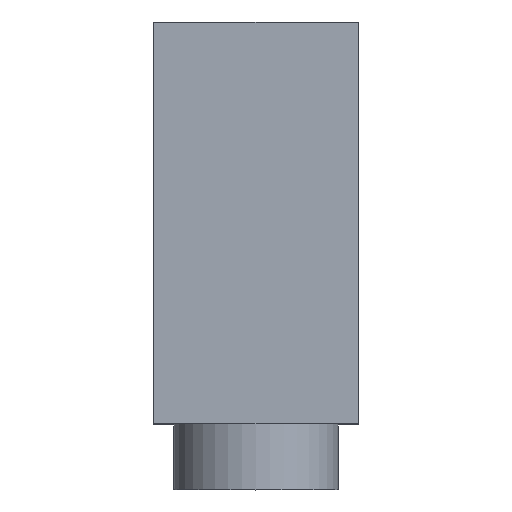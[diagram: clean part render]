
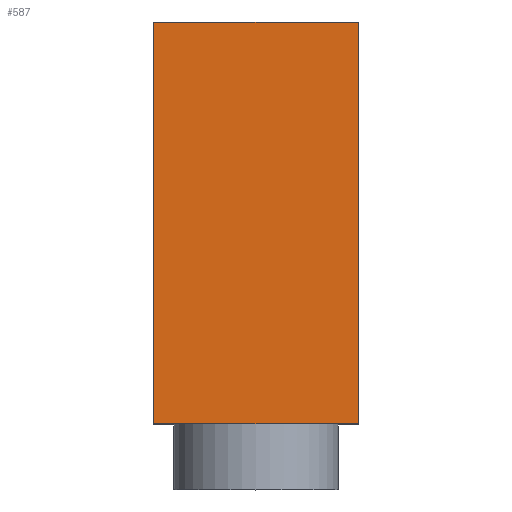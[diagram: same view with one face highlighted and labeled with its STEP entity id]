
A CAD part, top view. The second image highlights one B-rep face of the part: STEP entity #587.
In plain terms, the highlighted planar face has unit normal (0, 0, 1).
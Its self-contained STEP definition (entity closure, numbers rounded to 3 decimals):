
#69=FACE_OUTER_BOUND('',#105,.T.);
#105=EDGE_LOOP('',(#495,#496,#497,#498,#499));
#167=LINE('',#943,#233);
#168=LINE('',#946,#234);
#173=LINE('',#957,#239);
#176=LINE('',#961,#242);
#178=LINE('',#965,#244);
#233=VECTOR('',#780,10.);
#234=VECTOR('',#783,10.);
#239=VECTOR('',#790,10.);
#242=VECTOR('',#795,10.);
#244=VECTOR('',#801,10.);
#286=VERTEX_POINT('',#934);
#288=VERTEX_POINT('',#941);
#289=VERTEX_POINT('',#945);
#293=VERTEX_POINT('',#954);
#294=VERTEX_POINT('',#956);
#359=EDGE_CURVE('',#286,#288,#167,.T.);
#360=EDGE_CURVE('',#289,#286,#168,.T.);
#365=EDGE_CURVE('',#294,#293,#173,.T.);
#368=EDGE_CURVE('',#288,#294,#176,.T.);
#370=EDGE_CURVE('',#293,#289,#178,.T.);
#495=ORIENTED_EDGE('',*,*,#370,.T.);
#496=ORIENTED_EDGE('',*,*,#360,.T.);
#497=ORIENTED_EDGE('',*,*,#359,.T.);
#498=ORIENTED_EDGE('',*,*,#368,.T.);
#499=ORIENTED_EDGE('',*,*,#365,.T.);
#552=PLANE('',#646);
#587=ADVANCED_FACE('',(#69),#552,.T.);
#646=AXIS2_PLACEMENT_3D('',#966,#802,#803);
#780=DIRECTION('',(1.,0.,0.));
#783=DIRECTION('',(1.,0.,0.));
#790=DIRECTION('',(-1.,0.,0.));
#795=DIRECTION('',(0.,1.,0.));
#801=DIRECTION('',(0.,-1.,0.));
#802=DIRECTION('center_axis',(0.,0.,1.));
#803=DIRECTION('ref_axis',(1.,0.,0.));
#934=CARTESIAN_POINT('',(3.1,0.,5.));
#941=CARTESIAN_POINT('',(6.2,0.,5.));
#943=CARTESIAN_POINT('',(0.,0.,5.));
#945=CARTESIAN_POINT('',(0.,0.,5.));
#946=CARTESIAN_POINT('',(0.,0.,5.));
#954=CARTESIAN_POINT('',(0.,12.2,5.));
#956=CARTESIAN_POINT('',(6.2,12.2,5.));
#957=CARTESIAN_POINT('',(6.2,12.2,5.));
#961=CARTESIAN_POINT('',(6.2,0.,5.));
#965=CARTESIAN_POINT('',(0.,12.2,5.));
#966=CARTESIAN_POINT('Origin',(3.1,6.1,5.));
